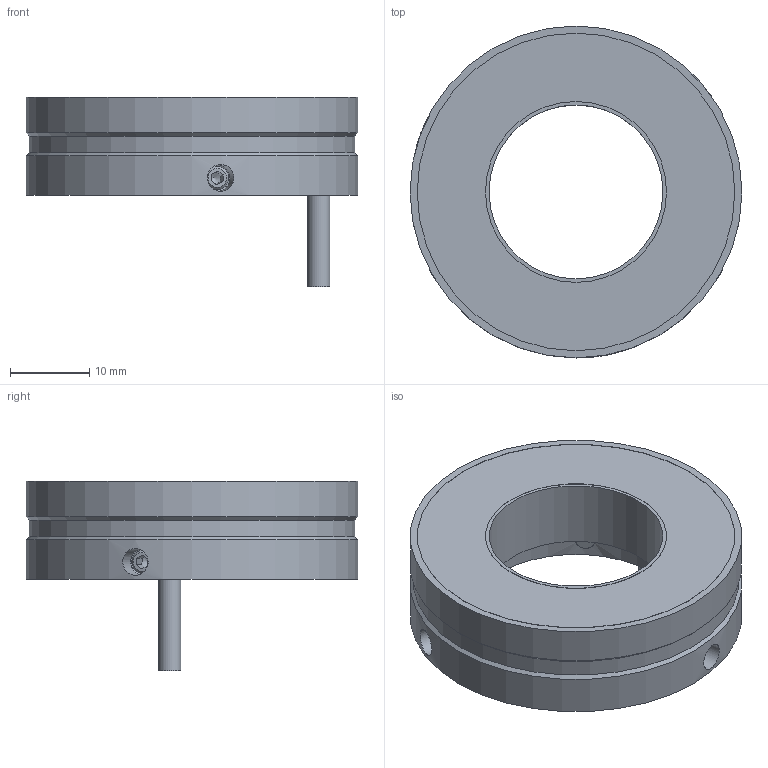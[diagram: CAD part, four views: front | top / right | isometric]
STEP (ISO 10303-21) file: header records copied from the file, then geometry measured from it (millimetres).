
FILE_DESCRIPTION(/* description */ (' '),/* implementation_level */ '2;1');
FILE_NAME(/* name */ 'vicolux_RK1220_BA.stp',/* time_stamp */ '2016-02-29T13:23:20+01:00',/* author */ ('REGENSPURG'),/* organization */ ('Vision & Control'),/* preprocessor_version */ 'ST-DEVELOPER v16.1',/* originating_system */ 'Autodesk Inventor 2016',/* authorisation */ '');
FILE_SCHEMA (('AUTOMOTIVE_DESIGN { 1 0 10303 214 3 1 1 }'));
Length unit declared in the file: millimetre
Products named in the file (1): vicolux_RK1220_BA
Bounding box: 42 x 42 x 23.95 mm (x, y, z)
Volume: 11465 mm3; surface area: 5007.7 mm2
Topology: 1 solids, 1 shells, 75 faces, 181 edges, 120 vertices
Faces by surface type: plane 32, cylinder 23, cone 19, torus 1
Full cylindrical faces by diameter (mm): 2.46 x7, 2.8 x1, 2.9 x1, 3 x3, 3.3 x1, 3.4 x3, 22 x1, 22.9 x1, 27 x1, 40.2 x1, 41.2 x1, 42 x2
Entity records: 4056 total; most frequent: CARTESIAN_POINT 1040, DIRECTION 568, ORIENTED_EDGE 444, EDGE_LOOP 264, AXIS2_PLACEMENT_3D 248, EDGE_CURVE 222, VERTEX_POINT 186, STYLED_ITEM 152
